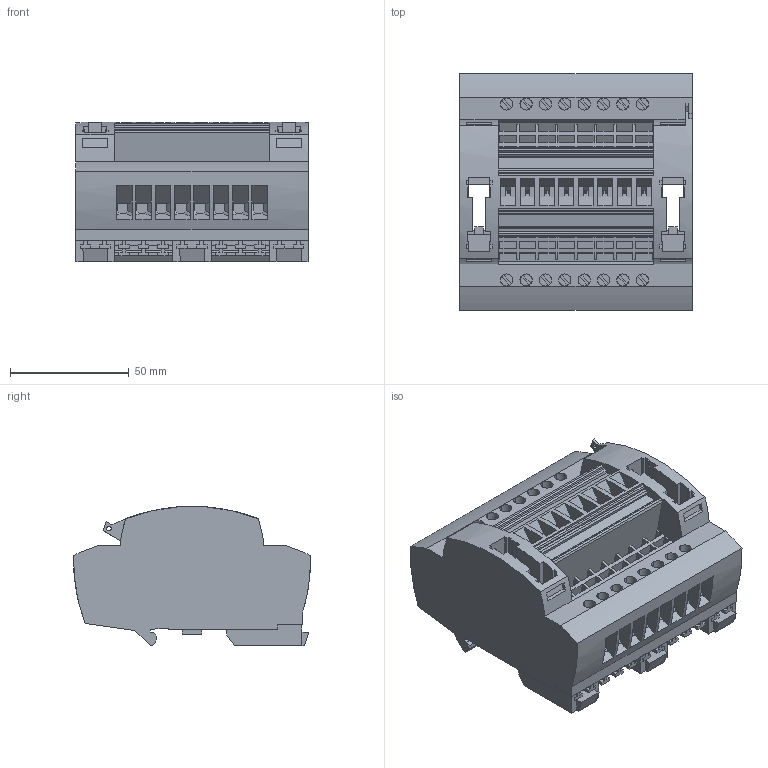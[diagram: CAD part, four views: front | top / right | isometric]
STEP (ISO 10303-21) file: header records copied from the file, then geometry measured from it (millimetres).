
FILE_DESCRIPTION(('Creo Elements/Direct Modeling STEP Export'),'2;1');
FILE_NAME('model.stp','2020-06-03T 0:42:36',(''),(''),'Creo Elements/Direct Modeling STEP processor for AP214 (Solid Model)','Creo Elements/Direct Modeling 20.1A 29-Sep-2018 (C) Parametric Technology GmbH','');
FILE_SCHEMA(('AUTOMOTIVE_DESIGN { 1 0 10303 214 1 1 1 1 }'));
Length unit declared in the file: millimetre
Products named in the file (2): UTRE_6-2_8-select
Assembly tree (1 placements, depth 2):
  UTRE_6-2_8-select
    UTRE_6-2_8-select
Bounding box: 97.8 x 99.63 x 58.6 mm (x, y, z)
Volume: 335331.5 mm3; surface area: 80642.1 mm2
Topology: 1 solids, 1 shells, 1089 faces, 3066 edges, 2037 vertices
Faces by surface type: plane 1030, cylinder 59
Entity records: 42513 total; most frequent: ORIENTED_EDGE 6132, CARTESIAN_POINT 6086, DIRECTION 5154, EDGE_CURVE 3066, VECTOR 2718, LINE 2718, VERTEX_POINT 2037, AXIS2_PLACEMENT_3D 1218
